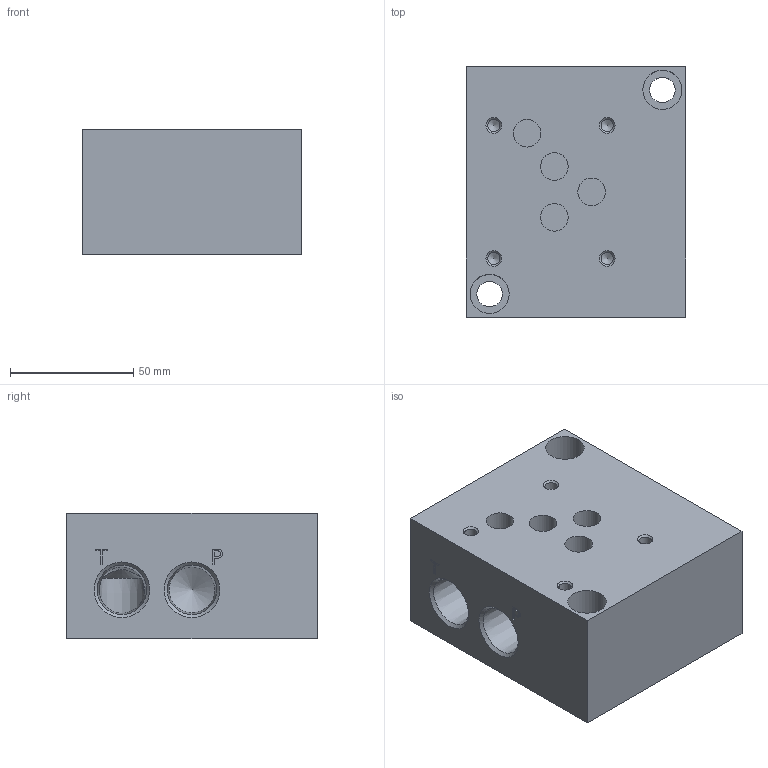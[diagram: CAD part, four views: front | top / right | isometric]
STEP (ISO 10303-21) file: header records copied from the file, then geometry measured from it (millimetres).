
FILE_DESCRIPTION( ( 'STEP AP214' ), ' ' );
FILE_NAME( 'AD05SPSB8P.stp', '2018-07-07T13:34:31', ( '' ), ( '' ), ' ', 'PARTsolutions', ' ' );
FILE_SCHEMA( ( 'AUTOMOTIVE_DESIGN { 1 0 10303 214 1 1 1 1 }' ) );
Length unit declared in the file: inch
Products named in the file (1): _AD05SPSB8P
Bounding box: 88.9 x 101.6 x 50.8 mm (x, y, z)
Volume: 393638.5 mm3; surface area: 51812.3 mm2
Topology: 1 solids, 1 shells, 231 faces, 601 edges, 396 vertices
Faces by surface type: plane 149, cylinder 54, cone 28
Full cylindrical faces by diameter (mm): 4.976 x4, 10.312 x2, 11.201 x4, 15.875 x2
Entity records: 8694 total; most frequent: CARTESIAN_POINT 1261, DIRECTION 1136, ORIENTED_EDGE 1096, EDGE_CURVE 548, LINE 408, VECTOR 408, VERTEX_POINT 389, AXIS2_PLACEMENT_3D 364
